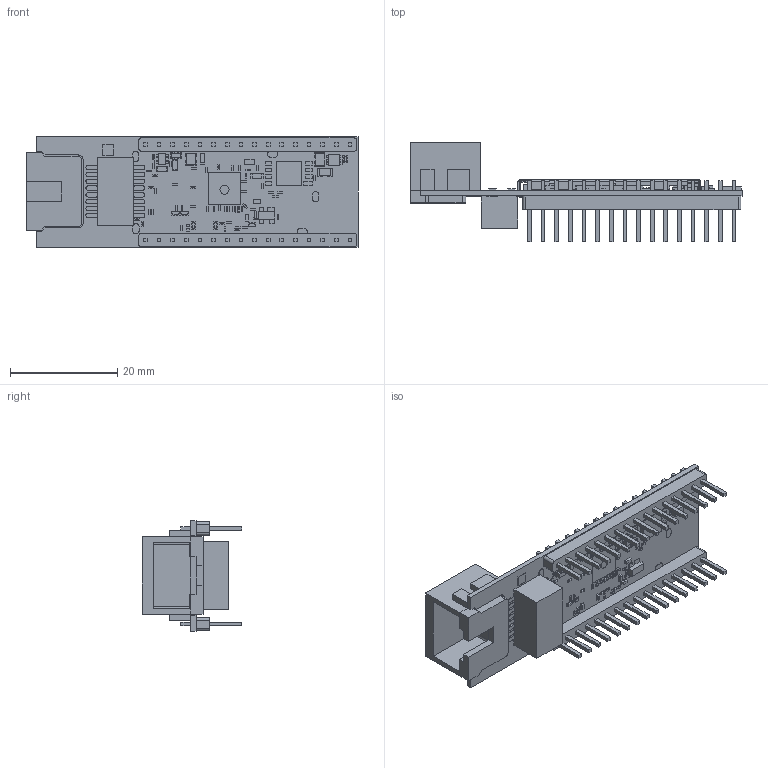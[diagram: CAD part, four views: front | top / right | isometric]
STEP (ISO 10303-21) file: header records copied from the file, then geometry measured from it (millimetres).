
FILE_DESCRIPTION (( 'STEP AP214' ), '1' );
FILE_NAME ('8DEV1301-Centipede.STEP', '2019-03-26T15:30:37', ( '' ), ( '' ), 'SwSTEP 2.0', 'SolidWorks 2018', '' );
FILE_SCHEMA (( 'AUTOMOTIVE_DESIGN' ));
Length unit declared in the file: millimetre
Products named in the file (4): 8D13-P0001_1; 8DEV1301-Centipede; 8D13_1
Assembly tree (3 placements, depth 2):
  8DEV1301-Centipede
    8DEV1301-Centipede
    8D13-P0001_1
    8D13_1
Bounding box: 61.8 x 18.5 x 20.6 mm (x, y, z)
Volume: 3823.2 mm3; surface area: 9431.1 mm2
Topology: 232 solids, 232 shells, 5068 faces, 13546 edges, 9002 vertices
Faces by surface type: plane 4617, cylinder 442, bspline 9
Entity records: 206735 total; most frequent: CARTESIAN_POINT 28339, ORIENTED_EDGE 27056, DIRECTION 24160, EDGE_CURVE 13528, LINE 12626, VECTOR 12626, VERTEX_POINT 9002, AXIS2_PLACEMENT_3D 5767
